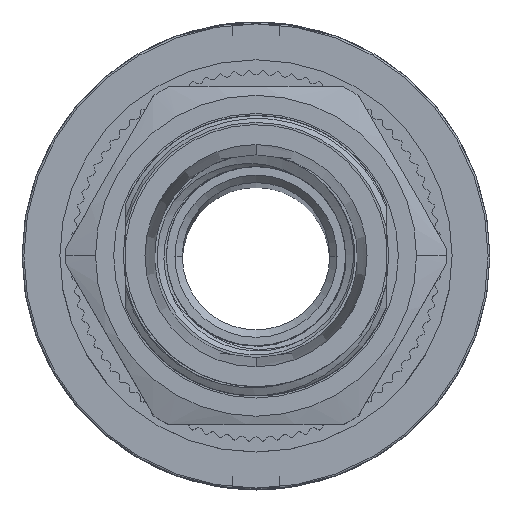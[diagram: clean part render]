
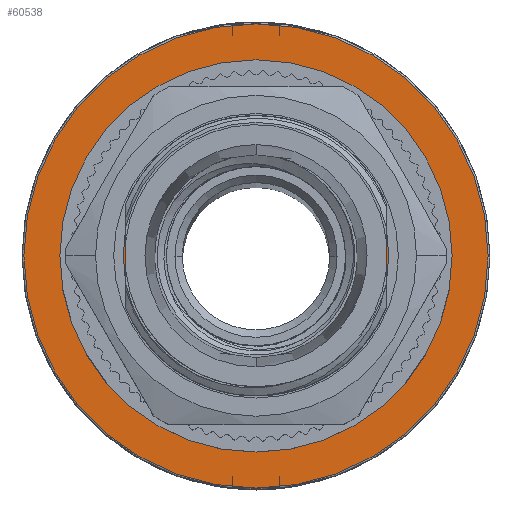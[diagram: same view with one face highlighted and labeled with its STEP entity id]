
A CAD part, top view. The second image highlights one B-rep face of the part: STEP entity #60538.
In plain terms, the highlighted planar face has unit normal (0, 0, 1).
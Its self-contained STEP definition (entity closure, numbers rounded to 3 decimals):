
#18370=CARTESIAN_POINT('',(0.,0.,-18.));
#18371=DIRECTION('',(0.,0.,1.));
#18372=DIRECTION('',(1.,0.,0.));
#18373=AXIS2_PLACEMENT_3D('',#18370,#18371,#18372);
#18375=CARTESIAN_POINT('',(0.,0.,-18.));
#18376=DIRECTION('',(0.,0.,-1.));
#18377=DIRECTION('',(1.,0.,0.));
#18378=AXIS2_PLACEMENT_3D('',#18375,#18376,#18377);
#18380=CARTESIAN_POINT('',(0.,0.,-18.));
#18381=DIRECTION('',(0.,0.,-1.));
#18382=DIRECTION('',(-1.,0.,0.));
#18383=AXIS2_PLACEMENT_3D('',#18380,#18381,#18382);
#18385=CARTESIAN_POINT('',(0.,0.,-18.));
#18386=DIRECTION('',(0.,0.,-1.));
#18387=DIRECTION('',(1.,0.,0.));
#18388=AXIS2_PLACEMENT_3D('',#18385,#18386,#18387);
#19569=CARTESIAN_POINT('',(13.9,0.,-18.));
#19571=VERTEX_POINT('',#19569);
#19573=CARTESIAN_POINT('',(-13.9,0.,-18.));
#19575=VERTEX_POINT('',#19573);
#19638=CARTESIAN_POINT('',(24.8,0.,-18.));
#19639=CARTESIAN_POINT('',(-24.8,0.,-18.));
#19640=VERTEX_POINT('',#19638);
#19641=VERTEX_POINT('',#19639);
#60522=CARTESIAN_POINT('',(0.,0.,-18.));
#60523=DIRECTION('',(0.,0.,-1.));
#60524=DIRECTION('',(1.,0.,0.));
#60525=AXIS2_PLACEMENT_3D('',#60522,#60523,#60524);
#60526=PLANE('',#60525);
#60528=ORIENTED_EDGE('',*,*,#60527,.T.);
#60530=ORIENTED_EDGE('',*,*,#60529,.T.);
#60531=EDGE_LOOP('',(#60528,#60530));
#60532=FACE_OUTER_BOUND('',#60531,.F.);
#60533=ORIENTED_EDGE('',*,*,#60512,.T.);
#60535=ORIENTED_EDGE('',*,*,#60534,.F.);
#60536=EDGE_LOOP('',(#60533,#60535));
#60537=FACE_BOUND('',#60536,.F.);
#60538=ADVANCED_FACE('',(#60532,#60537),#60526,.F.);
#18374=CIRCLE('',#18373,13.9);
#18379=CIRCLE('',#18378,24.8);
#18384=CIRCLE('',#18383,24.8);
#18389=CIRCLE('',#18388,13.9);
#60512=EDGE_CURVE('',#19571,#19575,#18374,.T.);
#60527=EDGE_CURVE('',#19640,#19641,#18379,.T.);
#60529=EDGE_CURVE('',#19641,#19640,#18384,.T.);
#60534=EDGE_CURVE('',#19571,#19575,#18389,.T.);
